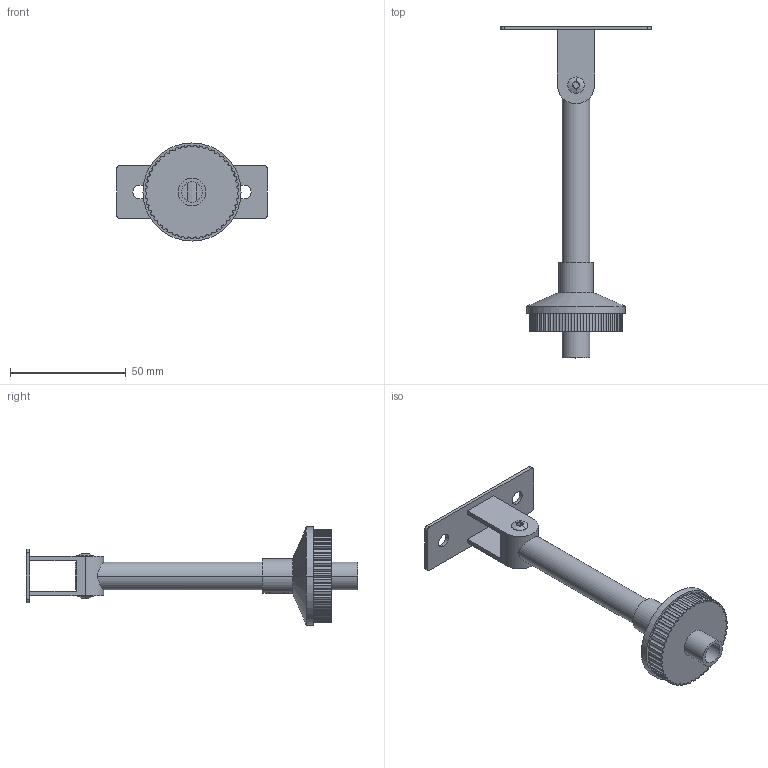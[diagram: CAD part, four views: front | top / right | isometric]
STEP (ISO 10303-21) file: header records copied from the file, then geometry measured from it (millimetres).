
FILE_DESCRIPTION (( 'STEP AP203' ), '1' );
FILE_NAME ('3D_GC2114_42.4_188706410.STEP', '2024-10-16T15:51:46', ( '' ), ( '' ), 'SwSTEP 2.0', 'SolidWorks 2024', '' );
FILE_SCHEMA (( 'CONFIG_CONTROL_DESIGN' ));
Length unit declared in the file: millimetre
Products named in the file (1): 3D_GC2114_42.4_188706410
Bounding box: 65 x 143.35 x 42.4 mm (x, y, z)
Volume: 28293.1 mm3; surface area: 20645.9 mm2
Topology: 7 solids, 7 shells, 232 faces, 623 edges, 409 vertices
Faces by surface type: cylinder 160, plane 56, cone 8, torus 6, bspline 2
Entity records: 7958 total; most frequent: CARTESIAN_POINT 1787, DIRECTION 1379, ORIENTED_EDGE 1242, EDGE_CURVE 621, AXIS2_PLACEMENT_3D 555, VERTEX_POINT 409, CIRCLE 324, LINE 269
